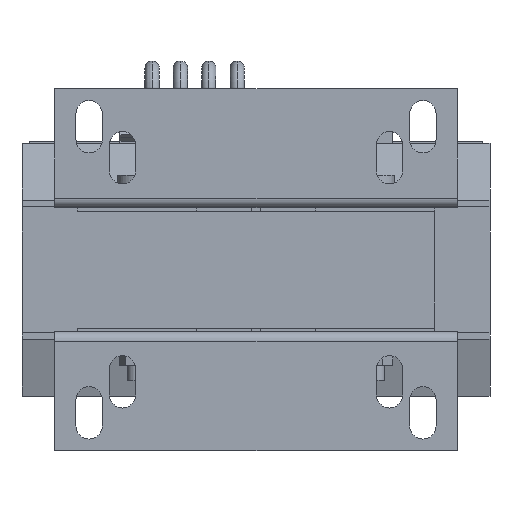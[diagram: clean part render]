
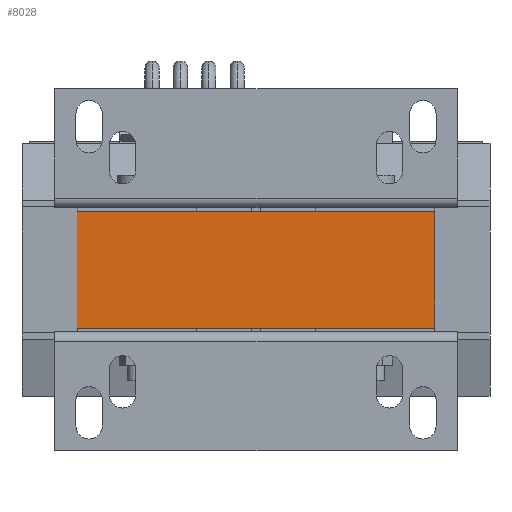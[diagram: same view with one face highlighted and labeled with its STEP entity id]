
A CAD part, front view. The second image highlights one B-rep face of the part: STEP entity #8028.
In plain terms, the highlighted planar face has unit normal (0, -1, 0).
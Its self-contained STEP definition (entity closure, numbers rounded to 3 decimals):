
#297 = LINE ( 'NONE', #23007, #15589 ) ;
#957 = CARTESIAN_POINT ( 'NONE',  ( 75., -125., 24.5 ) ) ;
#3109 = EDGE_CURVE ( 'NONE', #18531, #23519, #297, .T. ) ;
#3871 = EDGE_CURVE ( 'NONE', #18531, #24791, #7465, .T. ) ;
#4002 = AXIS2_PLACEMENT_3D ( 'NONE', #5518, #19468, #17551 ) ;
#5261 = DIRECTION ( 'NONE',  ( 1., 0., 0. ) ) ;
#5518 = CARTESIAN_POINT ( 'NONE',  ( 75., -125., 24.5 ) ) ;
#6370 = VERTEX_POINT ( 'NONE', #25582 ) ;
#7010 = DIRECTION ( 'NONE',  ( 1., 0., 0. ) ) ;
#7407 = DIRECTION ( 'NONE',  ( 0., 0., -1. ) ) ;
#7465 = LINE ( 'NONE', #13613, #23332 ) ;
#7573 = VECTOR ( 'NONE', #5261, 1000. ) ;
#7939 = EDGE_CURVE ( 'NONE', #24791, #6370, #19732, .T. ) ;
#8028 = ADVANCED_FACE ( 'NONE', ( #12282 ), #23681, .F. ) ;
#8879 = VECTOR ( 'NONE', #14834, 1000. ) ;
#8919 = ORIENTED_EDGE ( 'NONE', *, *, #25380, .F. ) ;
#9448 = ORIENTED_EDGE ( 'NONE', *, *, #3109, .F. ) ;
#10314 = EDGE_LOOP ( 'NONE', ( #18704, #8919, #9448, #21312 ) ) ;
#12282 = FACE_OUTER_BOUND ( 'NONE', #10314, .T. ) ;
#13613 = CARTESIAN_POINT ( 'NONE',  ( -75., -125., 24.5 ) ) ;
#14834 = DIRECTION ( 'NONE',  ( 0., 0., -1. ) ) ;
#15218 = CARTESIAN_POINT ( 'NONE',  ( 75., -125., -24.5 ) ) ;
#15589 = VECTOR ( 'NONE', #7010, 1000. ) ;
#17551 = DIRECTION ( 'NONE',  ( 0., 0., 1. ) ) ;
#18531 = VERTEX_POINT ( 'NONE', #20519 ) ;
#18704 = ORIENTED_EDGE ( 'NONE', *, *, #7939, .T. ) ;
#19153 = LINE ( 'NONE', #957, #8879 ) ;
#19401 = CARTESIAN_POINT ( 'NONE',  ( -75., -125., -24.5 ) ) ;
#19468 = DIRECTION ( 'NONE',  ( 0., 1., 0. ) ) ;
#19732 = LINE ( 'NONE', #15218, #7573 ) ;
#20519 = CARTESIAN_POINT ( 'NONE',  ( -75., -125., 24.5 ) ) ;
#21312 = ORIENTED_EDGE ( 'NONE', *, *, #3871, .T. ) ;
#23007 = CARTESIAN_POINT ( 'NONE',  ( 75., -125., 24.5 ) ) ;
#23332 = VECTOR ( 'NONE', #7407, 1000. ) ;
#23519 = VERTEX_POINT ( 'NONE', #24373 ) ;
#23681 = PLANE ( 'NONE',  #4002 ) ;
#24373 = CARTESIAN_POINT ( 'NONE',  ( 75., -125., 24.5 ) ) ;
#24791 = VERTEX_POINT ( 'NONE', #19401 ) ;
#25380 = EDGE_CURVE ( 'NONE', #23519, #6370, #19153, .T. ) ;
#25582 = CARTESIAN_POINT ( 'NONE',  ( 75., -125., -24.5 ) ) ;
